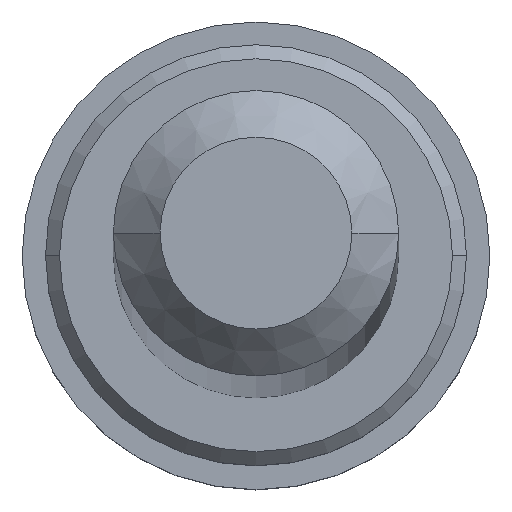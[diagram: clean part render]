
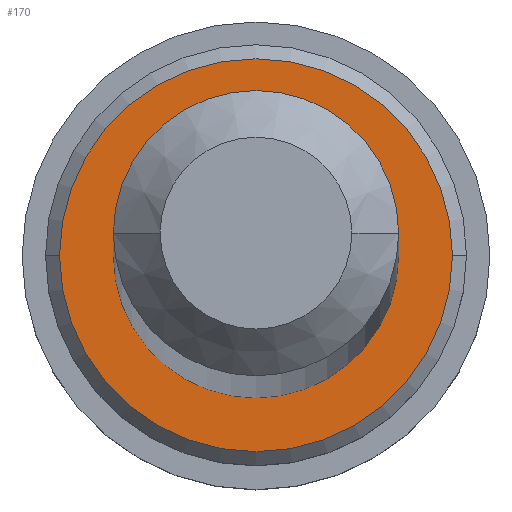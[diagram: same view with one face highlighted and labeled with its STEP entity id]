
A CAD part, top view. The second image highlights one B-rep face of the part: STEP entity #170.
In plain terms, the highlighted planar face has unit normal (0, 0, 1).
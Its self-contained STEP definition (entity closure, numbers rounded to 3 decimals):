
#5 = ORIENTED_EDGE ( 'NONE', *, *, #203, .F. ) ;
#12 = CIRCLE ( 'NONE', #375, 3.05 ) ;
#22 = AXIS2_PLACEMENT_3D ( 'NONE', #456, #382, #307 ) ;
#24 = FACE_OUTER_BOUND ( 'NONE', #237, .T. ) ;
#27 = DIRECTION ( 'NONE',  ( 1., 0., 0. ) ) ;
#40 = CARTESIAN_POINT ( 'NONE',  ( -3.05, 0., 10.81 ) ) ;
#42 = DIRECTION ( 'NONE',  ( 0., 0., 1. ) ) ;
#89 = DIRECTION ( 'NONE',  ( 1., 0., 0. ) ) ;
#106 = CIRCLE ( 'NONE', #22, 4.2 ) ;
#111 = CIRCLE ( 'NONE', #394, 3.05 ) ;
#147 = DIRECTION ( 'NONE',  ( 1., 0., 0. ) ) ;
#151 = ORIENTED_EDGE ( 'NONE', *, *, #259, .T. ) ;
#154 = PLANE ( 'NONE',  #294 ) ;
#157 = DIRECTION ( 'NONE',  ( 1., 0., 0. ) ) ;
#158 = VERTEX_POINT ( 'NONE', #40 ) ;
#162 = AXIS2_PLACEMENT_3D ( 'NONE', #361, #391, #157 ) ;
#169 = CARTESIAN_POINT ( 'NONE',  ( 0., 0., 10.81 ) ) ;
#170 = ADVANCED_FACE ( 'NONE', ( #24, #310 ), #154, .T. ) ;
#178 = EDGE_CURVE ( 'NONE', #373, #244, #106, .T. ) ;
#203 = EDGE_CURVE ( 'NONE', #404, #158, #12, .T. ) ;
#237 = EDGE_LOOP ( 'NONE', ( #151, #463 ) ) ;
#244 = VERTEX_POINT ( 'NONE', #313 ) ;
#259 = EDGE_CURVE ( 'NONE', #244, #373, #430, .T. ) ;
#264 = ORIENTED_EDGE ( 'NONE', *, *, #452, .F. ) ;
#294 = AXIS2_PLACEMENT_3D ( 'NONE', #355, #42, #147 ) ;
#307 = DIRECTION ( 'NONE',  ( 1., 0., 0. ) ) ;
#310 = FACE_BOUND ( 'NONE', #449, .T. ) ;
#312 = CARTESIAN_POINT ( 'NONE',  ( 0., 0., 10.81 ) ) ;
#313 = CARTESIAN_POINT ( 'NONE',  ( -4.2, 0., 10.81 ) ) ;
#327 = CARTESIAN_POINT ( 'NONE',  ( 3.05, 0., 10.81 ) ) ;
#355 = CARTESIAN_POINT ( 'NONE',  ( 0., 0., 10.81 ) ) ;
#361 = CARTESIAN_POINT ( 'NONE',  ( 0., 0., 10.81 ) ) ;
#373 = VERTEX_POINT ( 'NONE', #403 ) ;
#375 = AXIS2_PLACEMENT_3D ( 'NONE', #312, #420, #89 ) ;
#382 = DIRECTION ( 'NONE',  ( 0., 0., 1. ) ) ;
#391 = DIRECTION ( 'NONE',  ( 0., 0., 1. ) ) ;
#394 = AXIS2_PLACEMENT_3D ( 'NONE', #169, #474, #27 ) ;
#403 = CARTESIAN_POINT ( 'NONE',  ( 4.2, 0., 10.81 ) ) ;
#404 = VERTEX_POINT ( 'NONE', #327 ) ;
#420 = DIRECTION ( 'NONE',  ( 0., 0., 1. ) ) ;
#430 = CIRCLE ( 'NONE', #162, 4.2 ) ;
#449 = EDGE_LOOP ( 'NONE', ( #264, #5 ) ) ;
#452 = EDGE_CURVE ( 'NONE', #158, #404, #111, .T. ) ;
#456 = CARTESIAN_POINT ( 'NONE',  ( 0., 0., 10.81 ) ) ;
#463 = ORIENTED_EDGE ( 'NONE', *, *, #178, .T. ) ;
#474 = DIRECTION ( 'NONE',  ( 0., 0., 1. ) ) ;
